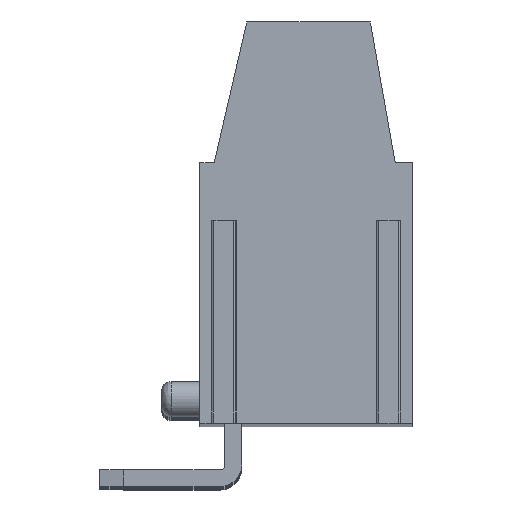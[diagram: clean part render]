
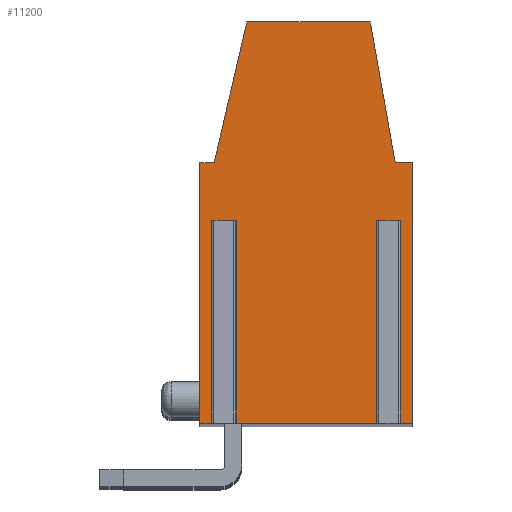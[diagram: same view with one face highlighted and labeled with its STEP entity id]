
A CAD part, top view. The second image highlights one B-rep face of the part: STEP entity #11200.
In plain terms, the highlighted planar face has unit normal (0, 0, 1).
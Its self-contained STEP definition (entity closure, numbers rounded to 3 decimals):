
#13=DIRECTION('',(-1.,0.,0.));
#14=VECTOR('',#13,0.814);
#15=CARTESIAN_POINT('',(6.453,1.45,87.5));
#16=LINE('',#15,#14);
#17=DIRECTION('',(0.,-1.,0.));
#18=VECTOR('',#17,8.5);
#19=CARTESIAN_POINT('',(5.639,1.45,87.5));
#20=LINE('',#19,#18);
#21=DIRECTION('',(-1.,0.,0.));
#22=VECTOR('',#21,6.078);
#23=CARTESIAN_POINT('',(5.639,-7.05,87.5));
#24=LINE('',#23,#22);
#25=DIRECTION('',(0.,-1.,0.));
#26=VECTOR('',#25,8.5);
#27=CARTESIAN_POINT('',(-0.439,1.45,87.5));
#28=LINE('',#27,#26);
#29=DIRECTION('',(-1.,0.,0.));
#30=VECTOR('',#29,0.814);
#31=CARTESIAN_POINT('',(-0.439,1.45,87.5));
#32=LINE('',#31,#30);
#33=DIRECTION('',(0.,-1.,0.));
#34=VECTOR('',#33,8.5);
#35=CARTESIAN_POINT('',(-1.253,1.45,87.5));
#36=LINE('',#35,#34);
#37=DIRECTION('',(-1.,0.,0.));
#38=VECTOR('',#37,0.597);
#39=CARTESIAN_POINT('',(-1.253,-7.05,87.5));
#40=LINE('',#39,#38);
#41=DIRECTION('',(0.,1.,0.));
#42=VECTOR('',#41,10.9);
#43=CARTESIAN_POINT('',(-1.85,-7.05,87.5));
#44=LINE('',#43,#42);
#45=DIRECTION('',(1.,0.,0.));
#46=VECTOR('',#45,0.6);
#47=CARTESIAN_POINT('',(-1.85,3.85,87.5));
#48=LINE('',#47,#46);
#49=DIRECTION('',(0.225,0.974,0.));
#50=VECTOR('',#49,6.055);
#51=CARTESIAN_POINT('',(-1.25,3.85,87.5));
#52=LINE('',#51,#50);
#53=DIRECTION('',(1.,0.,0.));
#54=VECTOR('',#53,5.178);
#55=CARTESIAN_POINT('',(0.112,9.75,87.5));
#56=LINE('',#55,#54);
#57=DIRECTION('',(0.174,-0.985,0.));
#58=VECTOR('',#57,5.991);
#59=CARTESIAN_POINT('',(5.29,9.75,87.5));
#60=LINE('',#59,#58);
#61=DIRECTION('',(1.,0.,0.));
#62=VECTOR('',#61,0.72);
#63=CARTESIAN_POINT('',(6.33,3.85,87.5));
#64=LINE('',#63,#62);
#65=DIRECTION('',(0.,-1.,0.));
#66=VECTOR('',#65,10.9);
#67=CARTESIAN_POINT('',(7.05,3.85,87.5));
#68=LINE('',#67,#66);
#69=DIRECTION('',(-1.,0.,0.));
#70=VECTOR('',#69,0.597);
#71=CARTESIAN_POINT('',(7.05,-7.05,87.5));
#72=LINE('',#71,#70);
#73=DIRECTION('',(0.,-1.,0.));
#74=VECTOR('',#73,8.5);
#75=CARTESIAN_POINT('',(6.453,1.45,87.5));
#76=LINE('',#75,#74);
#8769=CARTESIAN_POINT('',(7.05,3.85,87.5));
#8770=CARTESIAN_POINT('',(7.05,-7.05,87.5));
#8771=VERTEX_POINT('',#8769);
#8772=VERTEX_POINT('',#8770);
#8773=CARTESIAN_POINT('',(6.33,3.85,87.5));
#8774=VERTEX_POINT('',#8773);
#8775=CARTESIAN_POINT('',(5.29,9.75,87.5));
#8776=VERTEX_POINT('',#8775);
#8777=CARTESIAN_POINT('',(0.112,9.75,87.5));
#8778=VERTEX_POINT('',#8777);
#8779=CARTESIAN_POINT('',(-1.25,3.85,87.5));
#8780=VERTEX_POINT('',#8779);
#8781=CARTESIAN_POINT('',(-1.85,3.85,87.5));
#8782=VERTEX_POINT('',#8781);
#8783=CARTESIAN_POINT('',(-1.85,-7.05,87.5));
#8784=VERTEX_POINT('',#8783);
#8913=CARTESIAN_POINT('',(6.453,1.45,87.5));
#8914=CARTESIAN_POINT('',(5.639,1.45,87.5));
#8915=VERTEX_POINT('',#8913);
#8916=VERTEX_POINT('',#8914);
#8917=CARTESIAN_POINT('',(-0.439,1.45,87.5));
#8918=CARTESIAN_POINT('',(-1.253,1.45,87.5));
#8919=VERTEX_POINT('',#8917);
#8920=VERTEX_POINT('',#8918);
#8921=CARTESIAN_POINT('',(-1.253,-7.05,87.5));
#8922=VERTEX_POINT('',#8921);
#8923=CARTESIAN_POINT('',(-0.439,-7.05,87.5));
#8924=VERTEX_POINT('',#8923);
#8925=CARTESIAN_POINT('',(5.639,-7.05,87.5));
#8926=VERTEX_POINT('',#8925);
#8927=CARTESIAN_POINT('',(6.453,-7.05,87.5));
#8928=VERTEX_POINT('',#8927);
#11161=CARTESIAN_POINT('',(0.,0.,87.5));
#11162=DIRECTION('',(0.,0.,1.));
#11163=DIRECTION('',(1.,0.,0.));
#11164=AXIS2_PLACEMENT_3D('',#11161,#11162,#11163);
#11165=PLANE('',#11164);
#11167=ORIENTED_EDGE('',*,*,#11166,.T.);
#11169=ORIENTED_EDGE('',*,*,#11168,.T.);
#11171=ORIENTED_EDGE('',*,*,#11170,.T.);
#11173=ORIENTED_EDGE('',*,*,#11172,.F.);
#11175=ORIENTED_EDGE('',*,*,#11174,.T.);
#11177=ORIENTED_EDGE('',*,*,#11176,.T.);
#11179=ORIENTED_EDGE('',*,*,#11178,.T.);
#11181=ORIENTED_EDGE('',*,*,#11180,.T.);
#11183=ORIENTED_EDGE('',*,*,#11182,.T.);
#11185=ORIENTED_EDGE('',*,*,#11184,.T.);
#11187=ORIENTED_EDGE('',*,*,#11186,.T.);
#11189=ORIENTED_EDGE('',*,*,#11188,.T.);
#11191=ORIENTED_EDGE('',*,*,#11190,.T.);
#11193=ORIENTED_EDGE('',*,*,#11192,.T.);
#11195=ORIENTED_EDGE('',*,*,#11194,.T.);
#11197=ORIENTED_EDGE('',*,*,#11196,.F.);
#11198=EDGE_LOOP('',(#11167,#11169,#11171,#11173,#11175,#11177,#11179,#11181,
#11183,#11185,#11187,#11189,#11191,#11193,#11195,#11197));
#11199=FACE_OUTER_BOUND('',#11198,.F.);
#11166=EDGE_CURVE('',#8915,#8916,#16,.T.);
#11168=EDGE_CURVE('',#8916,#8926,#20,.T.);
#11170=EDGE_CURVE('',#8926,#8924,#24,.T.);
#11172=EDGE_CURVE('',#8919,#8924,#28,.T.);
#11174=EDGE_CURVE('',#8919,#8920,#32,.T.);
#11176=EDGE_CURVE('',#8920,#8922,#36,.T.);
#11178=EDGE_CURVE('',#8922,#8784,#40,.T.);
#11180=EDGE_CURVE('',#8784,#8782,#44,.T.);
#11182=EDGE_CURVE('',#8782,#8780,#48,.T.);
#11184=EDGE_CURVE('',#8780,#8778,#52,.T.);
#11186=EDGE_CURVE('',#8778,#8776,#56,.T.);
#11188=EDGE_CURVE('',#8776,#8774,#60,.T.);
#11190=EDGE_CURVE('',#8774,#8771,#64,.T.);
#11192=EDGE_CURVE('',#8771,#8772,#68,.T.);
#11194=EDGE_CURVE('',#8772,#8928,#72,.T.);
#11196=EDGE_CURVE('',#8915,#8928,#76,.T.);
#11200=ADVANCED_FACE('',(#11199),#11165,.T.);
